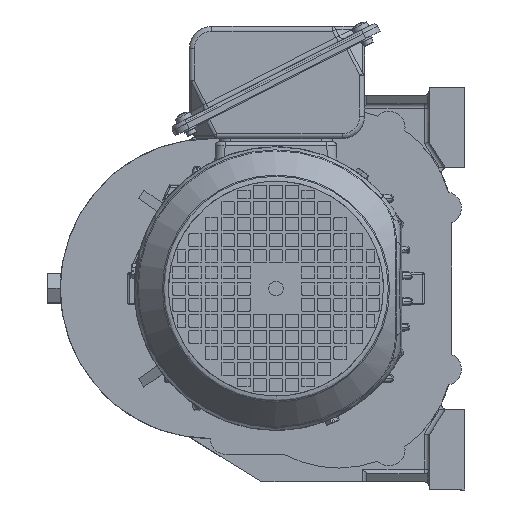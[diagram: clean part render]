
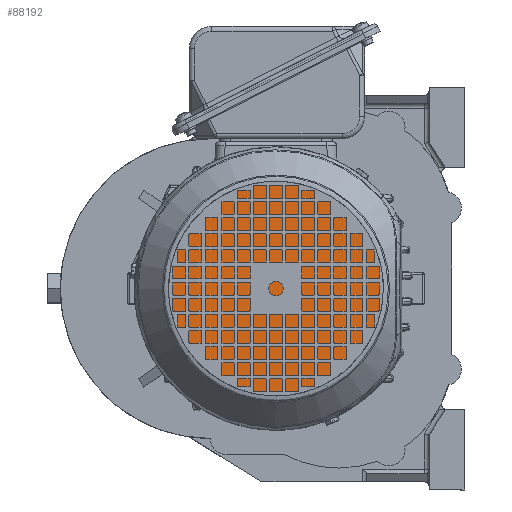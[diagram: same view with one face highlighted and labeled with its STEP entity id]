
A CAD part, left-side view. The second image highlights one B-rep face of the part: STEP entity #88192.
In plain terms, the highlighted planar face has unit normal (-1, 0, 0).
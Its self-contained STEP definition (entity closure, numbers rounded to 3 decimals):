
#2566 = FACE_OUTER_BOUND ( 'NONE', #105829, .T. ) ;
#12867 = EDGE_CURVE ( 'NONE', #105817, #105817, #34069, .T. ) ;
#16911 = DIRECTION ( 'NONE',  ( 0., -1., 0. ) ) ;
#29211 = PLANE ( 'NONE',  #89793 ) ;
#29557 = ORIENTED_EDGE ( 'NONE', *, *, #12867, .T. ) ;
#34069 = CIRCLE ( 'NONE', #57938, 72. ) ;
#49703 = CARTESIAN_POINT ( 'NONE',  ( -1198.543, -481.879, -325.566 ) ) ;
#57938 = AXIS2_PLACEMENT_3D ( 'NONE', #49703, #108460, #16911 ) ;
#88192 = ADVANCED_FACE ( 'NONE', ( #2566 ), #29211, .T. ) ;
#89793 = AXIS2_PLACEMENT_3D ( 'NONE', #101237, #112393, #108897 ) ;
#94657 = CARTESIAN_POINT ( 'NONE',  ( -1198.543, -553.879, -325.566 ) ) ;
#101237 = CARTESIAN_POINT ( 'NONE',  ( -1198.543, -411.629, -325.566 ) ) ;
#105817 = VERTEX_POINT ( 'NONE', #94657 ) ;
#105829 = EDGE_LOOP ( 'NONE', ( #29557 ) ) ;
#108460 = DIRECTION ( 'NONE',  ( -1., 0., 0. ) ) ;
#108897 = DIRECTION ( 'NONE',  ( 0., 1., 0. ) ) ;
#112393 = DIRECTION ( 'NONE',  ( -1., 0., 0. ) ) ;
